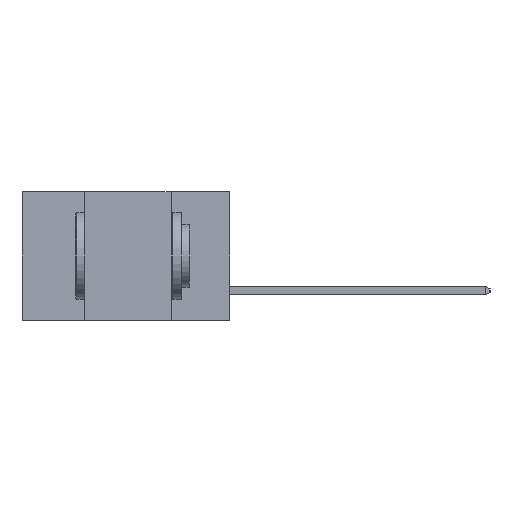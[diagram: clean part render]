
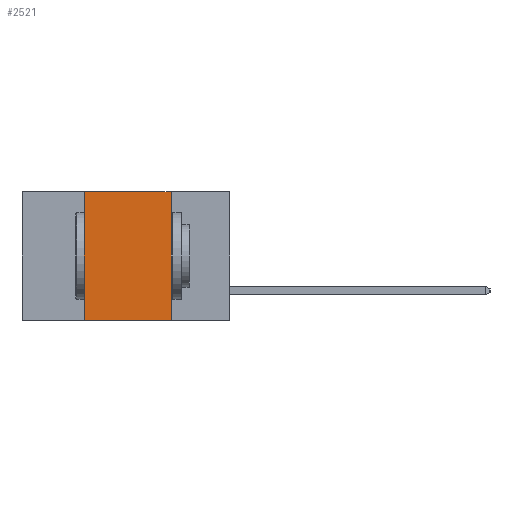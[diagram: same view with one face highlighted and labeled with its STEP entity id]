
A CAD part, left-side view. The second image highlights one B-rep face of the part: STEP entity #2521.
In plain terms, the highlighted planar face has unit normal (-1, 0, 0).
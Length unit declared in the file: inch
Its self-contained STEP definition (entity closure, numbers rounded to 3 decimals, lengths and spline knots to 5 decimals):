
#138 = CARTESIAN_POINT ( 'NONE',  ( 0., 0.42, 0. ) ) ;
#628 = DIRECTION ( 'NONE',  ( 0., 0., 1. ) ) ;
#1255 = LINE ( 'NONE', #2891, #12642 ) ;
#1448 = VECTOR ( 'NONE', #8409, 39.37008 ) ;
#1561 = ORIENTED_EDGE ( 'NONE', *, *, #3335, .F. ) ;
#2521 = ADVANCED_FACE ( 'NONE', ( #11678 ), #10576, .F. ) ;
#2577 = EDGE_CURVE ( 'NONE', #12441, #12594, #8137, .T. ) ;
#2891 = CARTESIAN_POINT ( 'NONE',  ( 0., 0.17, 0. ) ) ;
#3335 = EDGE_CURVE ( 'NONE', #14050, #4736, #1255, .T. ) ;
#3414 = DIRECTION ( 'NONE',  ( 0., 0., -1. ) ) ;
#3659 = DIRECTION ( 'NONE',  ( 1., 0., 0. ) ) ;
#3712 = VECTOR ( 'NONE', #8690, 39.37008 ) ;
#3893 = DIRECTION ( 'NONE',  ( 0., 0., -1. ) ) ;
#4736 = VERTEX_POINT ( 'NONE', #5891 ) ;
#5068 = CARTESIAN_POINT ( 'NONE',  ( 0., 0.6, 0. ) ) ;
#5166 = VECTOR ( 'NONE', #628, 39.37008 ) ;
#5391 = CARTESIAN_POINT ( 'NONE',  ( 0., 0.17, 0. ) ) ;
#5891 = CARTESIAN_POINT ( 'NONE',  ( 0., 0.17, -0.37 ) ) ;
#6436 = CARTESIAN_POINT ( 'NONE',  ( 0., 0.42, 0. ) ) ;
#7076 = EDGE_CURVE ( 'NONE', #12594, #14050, #9287, .T. ) ;
#7303 = CARTESIAN_POINT ( 'NONE',  ( 0., 0.6, -0.37 ) ) ;
#8051 = AXIS2_PLACEMENT_3D ( 'NONE', #10690, #3659, #3414 ) ;
#8137 = LINE ( 'NONE', #138, #5166 ) ;
#8409 = DIRECTION ( 'NONE',  ( 0., -1., 0. ) ) ;
#8690 = DIRECTION ( 'NONE',  ( 0., -1., 0. ) ) ;
#9287 = LINE ( 'NONE', #5068, #3712 ) ;
#10347 = LINE ( 'NONE', #7303, #1448 ) ;
#10576 = PLANE ( 'NONE',  #8051 ) ;
#10690 = CARTESIAN_POINT ( 'NONE',  ( 0., 0.6, 0. ) ) ;
#10698 = ORIENTED_EDGE ( 'NONE', *, *, #7076, .F. ) ;
#11034 = ORIENTED_EDGE ( 'NONE', *, *, #2577, .F. ) ;
#11378 = CARTESIAN_POINT ( 'NONE',  ( 0., 0.42, -0.37 ) ) ;
#11678 = FACE_OUTER_BOUND ( 'NONE', #13517, .T. ) ;
#12385 = ORIENTED_EDGE ( 'NONE', *, *, #13867, .T. ) ;
#12441 = VERTEX_POINT ( 'NONE', #11378 ) ;
#12594 = VERTEX_POINT ( 'NONE', #6436 ) ;
#12642 = VECTOR ( 'NONE', #3893, 39.37008 ) ;
#13517 = EDGE_LOOP ( 'NONE', ( #1561, #10698, #11034, #12385 ) ) ;
#13867 = EDGE_CURVE ( 'NONE', #12441, #4736, #10347, .T. ) ;
#14050 = VERTEX_POINT ( 'NONE', #5391 ) ;
